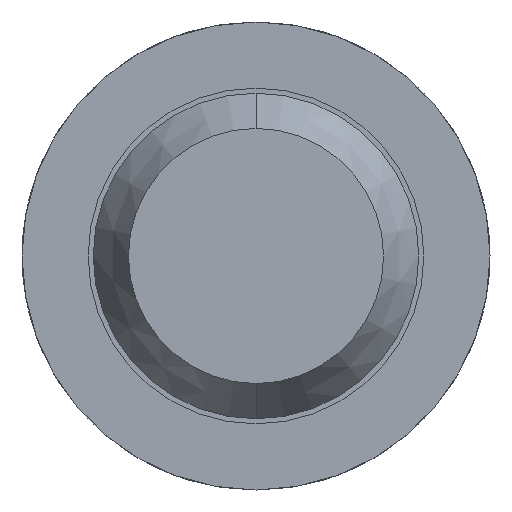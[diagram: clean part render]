
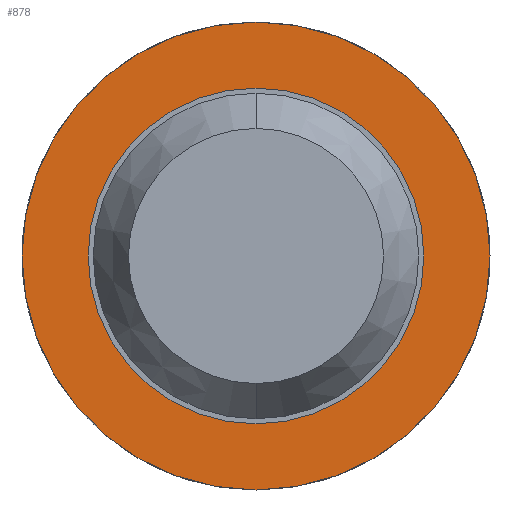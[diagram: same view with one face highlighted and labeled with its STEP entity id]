
A CAD part, front view. The second image highlights one B-rep face of the part: STEP entity #878.
In plain terms, the highlighted planar face has unit normal (0, -1, 0).
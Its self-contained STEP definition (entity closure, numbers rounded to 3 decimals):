
#132 = EDGE_LOOP ( 'NONE', ( #848, #3498 ) ) ;
#144 = CIRCLE ( 'NONE', #3827, 0.825 ) ;
#266 = AXIS2_PLACEMENT_3D ( 'NONE', #1768, #2072, #1091 ) ;
#425 = AXIS2_PLACEMENT_3D ( 'NONE', #634, #1333, #1000 ) ;
#446 = CARTESIAN_POINT ( 'NONE',  ( 0., -1.7, 0.825 ) ) ;
#543 = EDGE_CURVE ( 'Defeature ausgef�hrt2_38+Defeature ausgef�hrt2_44+Defeature ausgef�hrt2_44+Defeature ausgef�hrt2_44', #4224, #2620, #682, .T. ) ;
#577 = DIRECTION ( 'NONE',  ( 0., 0., 1. ) ) ;
#615 = AXIS2_PLACEMENT_3D ( 'NONE', #1929, #1607, #1320 ) ;
#634 = CARTESIAN_POINT ( 'NONE',  ( 0., -1.7, 0. ) ) ;
#682 = CIRCLE ( 'NONE', #1523, 1.15 ) ;
#848 = ORIENTED_EDGE ( 'NONE', *, *, #3157, .T. ) ;
#878 = ADVANCED_FACE ( 'Defeature ausgef�hrt2_44', ( #2741, #3053 ), #4054, .F. ) ;
#894 = CIRCLE ( 'NONE', #615, 0.825 ) ;
#973 = CARTESIAN_POINT ( 'NONE',  ( 0., -1.7, -1.15 ) ) ;
#1000 = DIRECTION ( 'NONE',  ( 0., 0., 1. ) ) ;
#1091 = DIRECTION ( 'NONE',  ( 0., 0., 1. ) ) ;
#1163 = CARTESIAN_POINT ( 'NONE',  ( 0., -1.7, 0. ) ) ;
#1319 = VERTEX_POINT ( 'NONE', #2300 ) ;
#1320 = DIRECTION ( 'NONE',  ( 0., 0., 1. ) ) ;
#1326 = CIRCLE ( 'NONE', #425, 1.15 ) ;
#1333 = DIRECTION ( 'NONE',  ( 0., 1., 0. ) ) ;
#1368 = EDGE_CURVE ( 'Defeature ausgef�hrt2_44+Defeature ausgef�hrt2_32+Defeature ausgef�hrt2_32+Defeature ausgef�hrt2_32', #1319, #1873, #894, .T. ) ;
#1408 = ORIENTED_EDGE ( 'NONE', *, *, #543, .F. ) ;
#1523 = AXIS2_PLACEMENT_3D ( 'NONE', #1163, #4190, #577 ) ;
#1607 = DIRECTION ( 'NONE',  ( 0., 1., 0. ) ) ;
#1768 = CARTESIAN_POINT ( 'NONE',  ( 0.825, -1.7, 0. ) ) ;
#1873 = VERTEX_POINT ( 'NONE', #446 ) ;
#1929 = CARTESIAN_POINT ( 'NONE',  ( 0., -1.7, 0. ) ) ;
#1997 = DIRECTION ( 'NONE',  ( 0., 0., 1. ) ) ;
#2072 = DIRECTION ( 'NONE',  ( 0., 1., 0. ) ) ;
#2300 = CARTESIAN_POINT ( 'NONE',  ( 0., -1.7, -0.825 ) ) ;
#2450 = CARTESIAN_POINT ( 'NONE',  ( 0., -1.7, 1.15 ) ) ;
#2620 = VERTEX_POINT ( 'NONE', #973 ) ;
#2741 = FACE_OUTER_BOUND ( 'NONE', #3272, .T. ) ;
#2799 = EDGE_CURVE ( 'Defeature ausgef�hrt2_38+Defeature ausgef�hrt2_44+Defeature ausgef�hrt2_44+Defeature ausgef�hrt2_44', #2620, #4224, #1326, .T. ) ;
#2957 = DIRECTION ( 'NONE',  ( 0., 1., 0. ) ) ;
#3053 = FACE_BOUND ( 'NONE', #132, .T. ) ;
#3157 = EDGE_CURVE ( 'Defeature ausgef�hrt2_44+Defeature ausgef�hrt2_32+Defeature ausgef�hrt2_32+Defeature ausgef�hrt2_32', #1873, #1319, #144, .T. ) ;
#3272 = EDGE_LOOP ( 'NONE', ( #1408, #4262 ) ) ;
#3290 = CARTESIAN_POINT ( 'NONE',  ( 0., -1.7, 0. ) ) ;
#3498 = ORIENTED_EDGE ( 'NONE', *, *, #1368, .T. ) ;
#3827 = AXIS2_PLACEMENT_3D ( 'NONE', #3290, #2957, #1997 ) ;
#4054 = PLANE ( 'NONE',  #266 ) ;
#4190 = DIRECTION ( 'NONE',  ( 0., 1., 0. ) ) ;
#4224 = VERTEX_POINT ( 'NONE', #2450 ) ;
#4262 = ORIENTED_EDGE ( 'NONE', *, *, #2799, .F. ) ;
